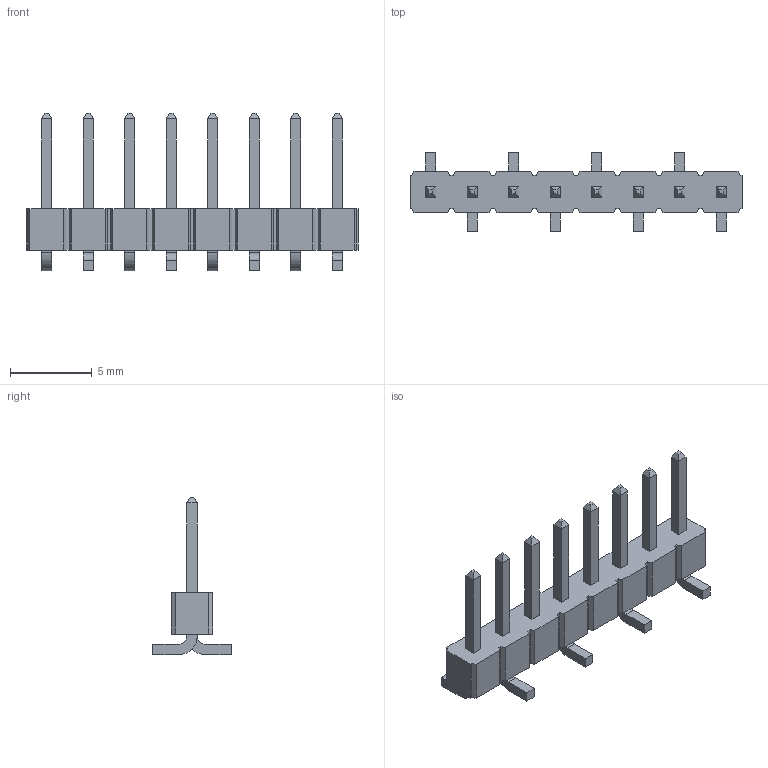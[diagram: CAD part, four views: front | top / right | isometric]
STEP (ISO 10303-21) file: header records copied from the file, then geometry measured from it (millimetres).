
FILE_DESCRIPTION (( 'STEP AP214' ), '1' );
FILE_NAME ('TSM-108-01-G-SV.STEP', '2021-03-11T10:15:22', ( '' ), ( '' ), 'SwSTEP 2.0', 'SolidWorks 2018', '' );
FILE_SCHEMA (( 'AUTOMOTIVE_DESIGN' ));
Length unit declared in the file: millimetre
Products named in the file (1): TSM-108-01-G-SV
Bounding box: 20.32 x 4.83 x 9.65 mm (x, y, z)
Volume: 155.6 mm3; surface area: 401.4 mm2
Topology: 1 solids, 1 shells, 214 faces, 556 edges, 360 vertices
Faces by surface type: plane 198, cylinder 16
Entity records: 8784 total; most frequent: CARTESIAN_POINT 1131, ORIENTED_EDGE 1112, DIRECTION 1018, EDGE_CURVE 556, LINE 524, VECTOR 524, VERTEX_POINT 360, AXIS2_PLACEMENT_3D 247
